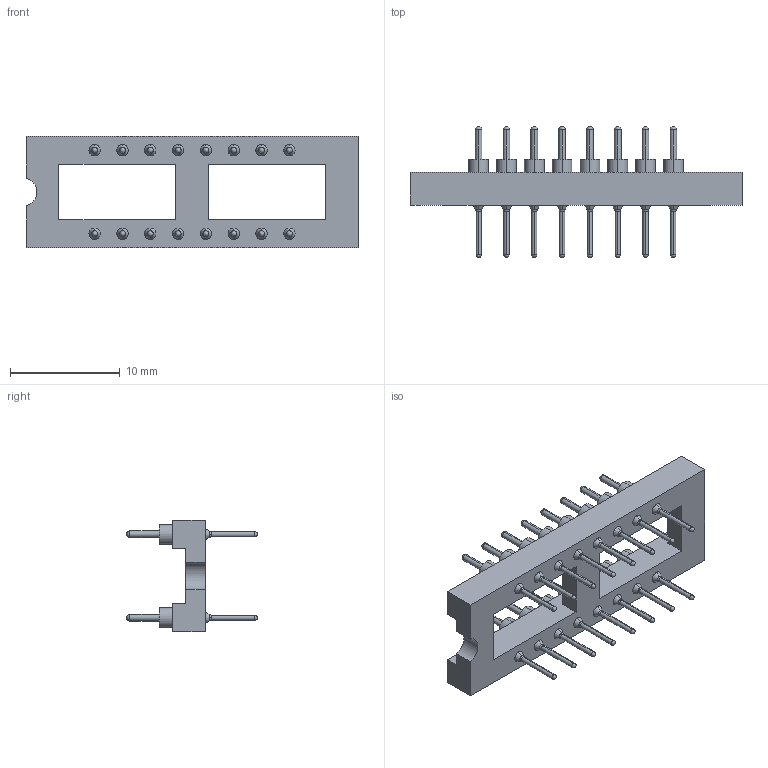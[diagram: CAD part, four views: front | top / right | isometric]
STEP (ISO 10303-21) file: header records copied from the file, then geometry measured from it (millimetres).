
FILE_DESCRIPTION(('STEP AP242'),'1');
FILE_NAME('ar_16-st_t.stp','2025-03-22T16:27:30',('TraceParts'),('TraceParts S.A.'),'Spatial InterOp 3D',' ',' ');
FILE_SCHEMA(('AP242_MANAGED_MODEL_BASED_3D_ENGINEERING_MIM_LF {1 0 10303 442 1 1 4}'));
Length unit declared in the file: millimetre
Products named in the file (1): ar_16-st_t
Bounding box: 30.32 x 11.96 x 10.16 mm (x, y, z)
Volume: 618.5 mm3; surface area: 1117.8 mm2
Topology: 1 solids, 1 shells, 226 faces, 662 edges, 420 vertices
Faces by surface type: cylinder 97, plane 33, torus 32, cone 32, sphere 32
Entity records: 12174 total; most frequent: DIRECTION 1470, CARTESIAN_POINT 1245, ORIENTED_EDGE 1196, STYLED_ITEM 824, PRESENTATION_STYLE_ASSIGNMENT 824, COLOUR_RGB 824, AXIS2_PLACEMENT_3D 645, EDGE_CURVE 598
